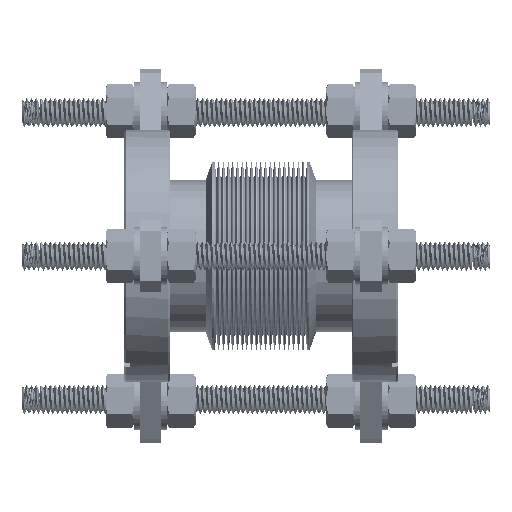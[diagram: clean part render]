
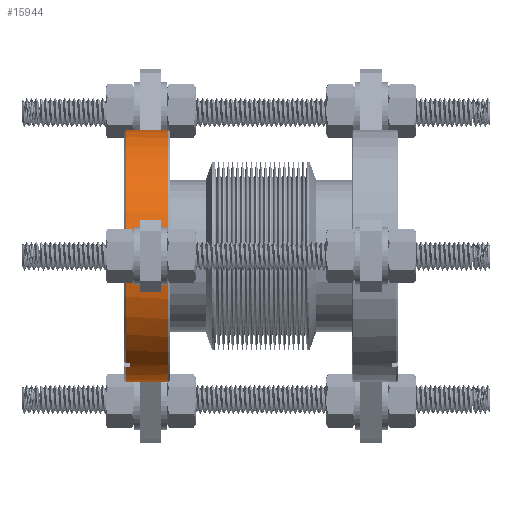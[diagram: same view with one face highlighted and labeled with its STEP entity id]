
A CAD part, left-side view. The second image highlights one B-rep face of the part: STEP entity #15944.
In plain terms, the highlighted cylindrical face has radius 35 mm (diameter 70 mm), a partial arc.
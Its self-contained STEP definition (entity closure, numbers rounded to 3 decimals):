
#872 = FACE_OUTER_BOUND ( 'NONE', #15135, .T. ) ;
#877 = CYLINDRICAL_SURFACE ( 'NONE', #18382, 35. ) ;
#1363 = CIRCLE ( 'NONE', #18615, 35. ) ;
#2058 = CARTESIAN_POINT ( 'NONE',  ( 0., -0.4, 0. ) ) ;
#2059 = DIRECTION ( 'NONE',  ( 0., -1., 0. ) ) ;
#2060 = DIRECTION ( 'NONE',  ( 0., 0., 1. ) ) ;
#2348 = AXIS2_PLACEMENT_3D ( 'NONE', #10386, #10387, #10388 ) ;
#2355 = AXIS2_PLACEMENT_3D ( 'NONE', #10409, #10410, #10411 ) ;
#4277 = CARTESIAN_POINT ( 'NONE',  ( 0., -0.4, 35. ) ) ;
#4335 = CARTESIAN_POINT ( 'NONE',  ( 0., -12.3, 35. ) ) ;
#4430 = CARTESIAN_POINT ( 'NONE',  ( -18.359, -0.4, -29.799 ) ) ;
#4438 = CARTESIAN_POINT ( 'NONE',  ( -16.627, -0.4, -30.799 ) ) ;
#4440 = CARTESIAN_POINT ( 'NONE',  ( -16.627, -1.5, -30.799 ) ) ;
#4451 = CARTESIAN_POINT ( 'NONE',  ( 0., -12.3, -35. ) ) ;
#4498 = CARTESIAN_POINT ( 'NONE',  ( -18.359, -1.5, -29.799 ) ) ;
#4582 = CARTESIAN_POINT ( 'NONE',  ( 0., -0.4, -35. ) ) ;
#6679 = CIRCLE ( 'NONE', #6822, 35. ) ;
#6681 = CIRCLE ( 'NONE', #2348, 35. ) ;
#6688 = CIRCLE ( 'NONE', #2355, 35. ) ;
#6690 = LINE ( 'NONE', #10407, #6692 ) ;
#6691 = LINE ( 'NONE', #10417, #6694 ) ;
#6692 = VECTOR ( 'NONE', #10408, 1000. ) ;
#6694 = VECTOR ( 'NONE', #10418, 1000. ) ;
#6703 = LINE ( 'NONE', #10430, #6705 ) ;
#6705 = VECTOR ( 'NONE', #10431, 1000. ) ;
#6728 = LINE ( 'NONE', #10473, #6730 ) ;
#6730 = VECTOR ( 'NONE', #10474, 1000. ) ;
#6822 = AXIS2_PLACEMENT_3D ( 'NONE', #10383, #10384, #10385 ) ;
#10383 = CARTESIAN_POINT ( 'NONE',  ( 0., -1.5, 0. ) ) ;
#10384 = DIRECTION ( 'NONE',  ( 0., 1., 0. ) ) ;
#10385 = DIRECTION ( 'NONE',  ( 0., 0., -1. ) ) ;
#10386 = CARTESIAN_POINT ( 'NONE',  ( 0., -12.3, 0. ) ) ;
#10387 = DIRECTION ( 'NONE',  ( 0., 1., 0. ) ) ;
#10388 = DIRECTION ( 'NONE',  ( 0., 0., -1. ) ) ;
#10407 = CARTESIAN_POINT ( 'NONE',  ( 0., 31.392, -35. ) ) ;
#10408 = DIRECTION ( 'NONE',  ( 0., 1., 0. ) ) ;
#10409 = CARTESIAN_POINT ( 'NONE',  ( 0., -0.4, 0. ) ) ;
#10410 = DIRECTION ( 'NONE',  ( 0., -1., 0. ) ) ;
#10411 = DIRECTION ( 'NONE',  ( 0., 0., 1. ) ) ;
#10417 = CARTESIAN_POINT ( 'NONE',  ( 0., 31.392, 35. ) ) ;
#10418 = DIRECTION ( 'NONE',  ( 0., 1., 0. ) ) ;
#10430 = CARTESIAN_POINT ( 'NONE',  ( -18.359, 31.392, -29.799 ) ) ;
#10431 = DIRECTION ( 'NONE',  ( 0., 1., 0. ) ) ;
#10473 = CARTESIAN_POINT ( 'NONE',  ( -16.627, 31.392, -30.799 ) ) ;
#10474 = DIRECTION ( 'NONE',  ( 0., -1., 0. ) ) ;
#14265 = ORIENTED_EDGE ( 'NONE', *, *, #17031, .F. ) ;
#14266 = ORIENTED_EDGE ( 'NONE', *, *, #17022, .T. ) ;
#14267 = ORIENTED_EDGE ( 'NONE', *, *, #17032, .T. ) ;
#14268 = ORIENTED_EDGE ( 'NONE', *, *, #17029, .T. ) ;
#14269 = ORIENTED_EDGE ( 'NONE', *, *, #17040, .F. ) ;
#14270 = ORIENTED_EDGE ( 'NONE', *, *, #17021, .F. ) ;
#14271 = ORIENTED_EDGE ( 'NONE', *, *, #17057, .F. ) ;
#14272 = ORIENTED_EDGE ( 'NONE', *, *, #16217, .T. ) ;
#15135 = EDGE_LOOP ( 'NONE', ( #14265, #14266, #14267, #14268, #14269, #14270, #14271, #14272 ) ) ;
#15687 = VERTEX_POINT ( 'NONE', #4498 ) ;
#15700 = VERTEX_POINT ( 'NONE', #4440 ) ;
#15701 = VERTEX_POINT ( 'NONE', #4430 ) ;
#15711 = VERTEX_POINT ( 'NONE', #4438 ) ;
#15713 = VERTEX_POINT ( 'NONE', #4277 ) ;
#15714 = VERTEX_POINT ( 'NONE', #4582 ) ;
#15717 = VERTEX_POINT ( 'NONE', #4451 ) ;
#15718 = VERTEX_POINT ( 'NONE', #4335 ) ;
#15944 = ADVANCED_FACE ( 'NONE', ( #872 ), #877, .T. ) ;
#16217 = EDGE_CURVE ( 'NONE', #15711, #15714, #1363, .T. ) ;
#17021 = EDGE_CURVE ( 'NONE', #15700, #15687, #6679, .T. ) ;
#17022 = EDGE_CURVE ( 'NONE', #15717, #15718, #6681, .T. ) ;
#17029 = EDGE_CURVE ( 'NONE', #15713, #15701, #6688, .T. ) ;
#17031 = EDGE_CURVE ( 'NONE', #15717, #15714, #6690, .T. ) ;
#17032 = EDGE_CURVE ( 'NONE', #15718, #15713, #6691, .T. ) ;
#17040 = EDGE_CURVE ( 'NONE', #15687, #15701, #6703, .T. ) ;
#17057 = EDGE_CURVE ( 'NONE', #15711, #15700, #6728, .T. ) ;
#17668 = DIRECTION ( 'NONE',  ( 0., 0., 1. ) ) ;
#17670 = DIRECTION ( 'NONE',  ( 0., 1., 0. ) ) ;
#17673 = CARTESIAN_POINT ( 'NONE',  ( 0., 31.392, 0. ) ) ;
#18382 = AXIS2_PLACEMENT_3D ( 'NONE', #17673, #17670, #17668 ) ;
#18615 = AXIS2_PLACEMENT_3D ( 'NONE', #2058, #2059, #2060 ) ;
